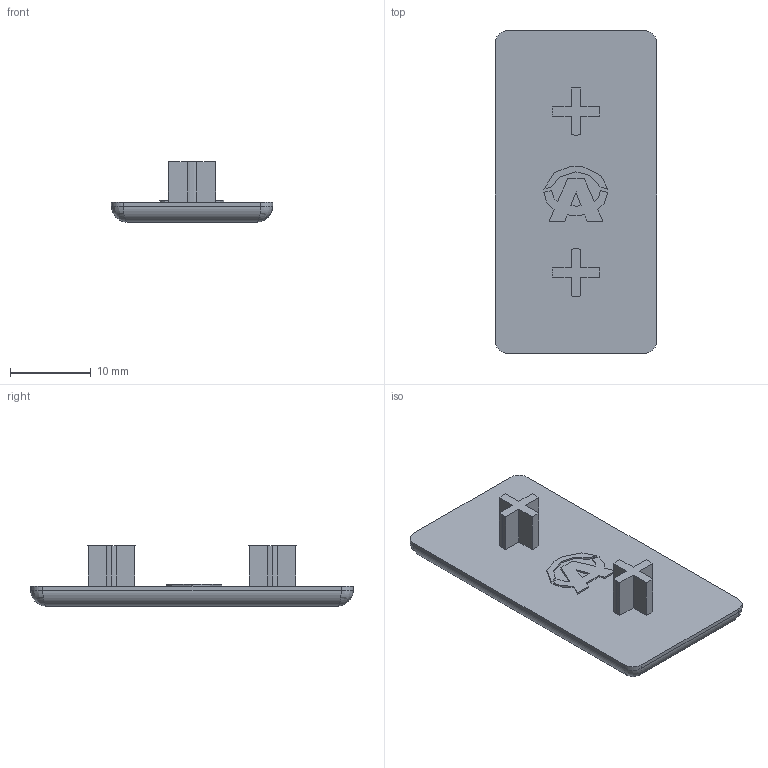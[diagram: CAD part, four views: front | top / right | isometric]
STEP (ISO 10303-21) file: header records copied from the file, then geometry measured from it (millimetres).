
FILE_DESCRIPTION (( 'STEP AP203' ), '1' );
FILE_NAME ('084.201.062.STEP', '2015-02-10T09:46:57', ( '' ), ( '' ), 'SwSTEP 2.0', 'SolidWorks 2012', '' );
FILE_SCHEMA (( 'CONFIG_CONTROL_DESIGN' ));
Length unit declared in the file: millimetre
Products named in the file (1): 084.201.062
Bounding box: 20 x 40 x 7.5 mm (x, y, z)
Volume: 2029 mm3; surface area: 2029.1 mm2
Topology: 1 solids, 1 shells, 98 faces, 265 edges, 170 vertices
Faces by surface type: plane 76, cylinder 18, bspline 4
Entity records: 3222 total; most frequent: CARTESIAN_POINT 718, ORIENTED_EDGE 522, DIRECTION 471, EDGE_CURVE 261, LINE 225, VECTOR 225, VERTEX_POINT 170, AXIS2_PLACEMENT_3D 123
